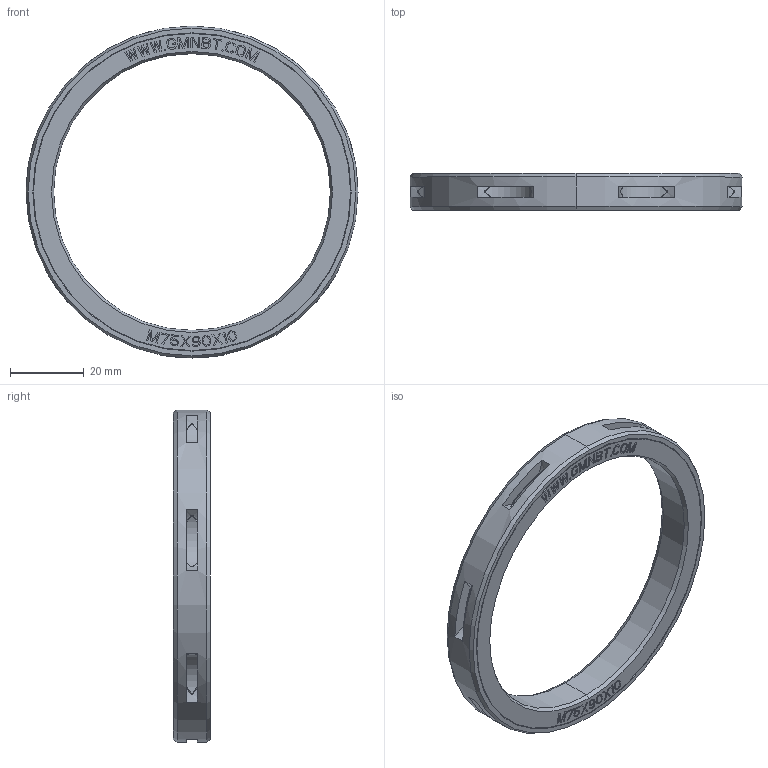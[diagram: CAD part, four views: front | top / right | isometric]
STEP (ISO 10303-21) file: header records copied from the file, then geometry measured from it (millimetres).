
FILE_DESCRIPTION((''),'2;1');
FILE_NAME('M75X90X10_PRT','2014-11-17T',('sales 4'),(''),'PRO/ENGINEER BY PARAMETRIC TECHNOLOGY CORPORATION, 2013150','PRO/ENGINEER BY PARAMETRIC TECHNOLOGY CORPORATION, 2013150','');
FILE_SCHEMA(('AUTOMOTIVE_DESIGN { 1 0 10303 214 1 1 1 1 }'));
Length unit declared in the file: millimetre
Products named in the file (1): M75X90X10_PRT
Bounding box: 90 x 10.07 x 90 mm (x, y, z)
Volume: 17302.1 mm3; surface area: 15843.7 mm2
Topology: 2 solids, 2 shells, 644 faces, 1820 edges, 1200 vertices
Faces by surface type: plane 557, cylinder 33, torus 30, cone 24
Entity records: 28039 total; most frequent: CARTESIAN_POINT 4058, ORIENTED_EDGE 3640, DIRECTION 3218, PRESENTATION_STYLE_ASSIGNMENT 2020, STYLED_ITEM 1895, CURVE_STYLE 1820, EDGE_CURVE 1820, VECTOR 1542
